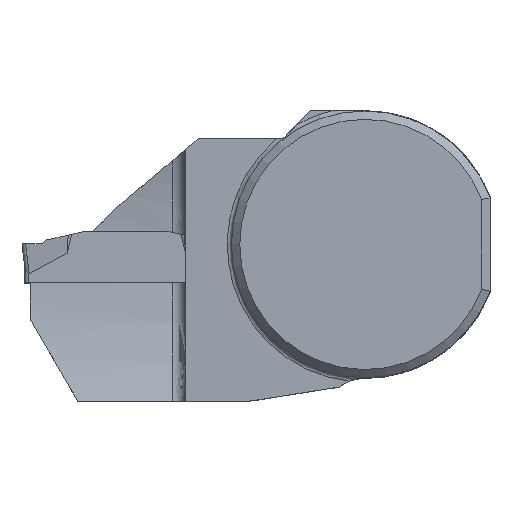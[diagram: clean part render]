
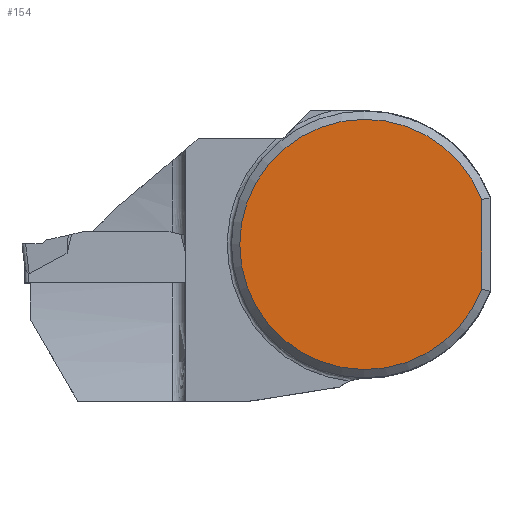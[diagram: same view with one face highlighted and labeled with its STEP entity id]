
A CAD part, top view. The second image highlights one B-rep face of the part: STEP entity #154.
In plain terms, the highlighted planar face has unit normal (0, 0, 1).
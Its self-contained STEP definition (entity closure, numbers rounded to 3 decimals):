
#105=PLANE('',#1370);
#154=ADVANCED_FACE('',(#229),#105,.F.);
#229=FACE_OUTER_BOUND('',#293,.T.);
#293=EDGE_LOOP('',(#645,#646));
#407=LINE('',#1845,#520);
#520=VECTOR('',#1498,1.);
#645=ORIENTED_EDGE('',*,*,#1119,.F.);
#646=ORIENTED_EDGE('',*,*,#1120,.T.);
#1001=VERTEX_POINT('',#1846);
#1002=VERTEX_POINT('',#1847);
#1119=EDGE_CURVE('',#1001,#1002,#407,.T.);
#1120=EDGE_CURVE('',#1001,#1002,#1287,.T.);
#1287=CIRCLE('',#1369,15.);
#1369=AXIS2_PLACEMENT_3D('',#1848,#1499,#1500);
#1370=AXIS2_PLACEMENT_3D('',#1849,#1501,#1502);
#1498=DIRECTION('',(0.,-1.,0.));
#1499=DIRECTION('',(0.,0.,1.));
#1500=DIRECTION('',(-1.,0.,0.));
#1501=DIRECTION('',(0.,0.,-1.));
#1502=DIRECTION('',(-1.,0.,0.));
#1845=CARTESIAN_POINT('',(14.,0.,0.325));
#1846=CARTESIAN_POINT('',(14.,5.385,0.325));
#1847=CARTESIAN_POINT('',(14.,-5.385,0.325));
#1848=CARTESIAN_POINT('',(0.,0.,0.325));
#1849=CARTESIAN_POINT('',(0.,0.,0.325));
